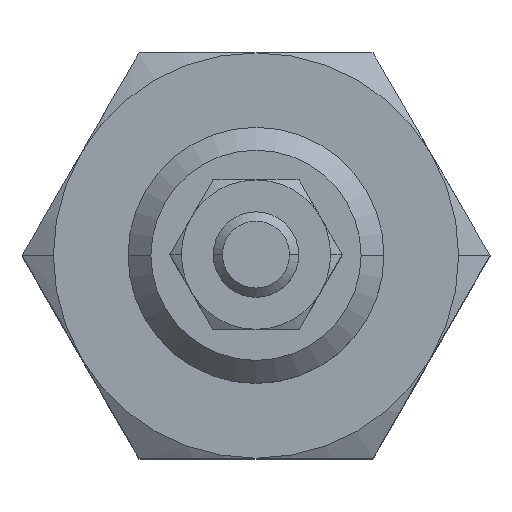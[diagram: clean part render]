
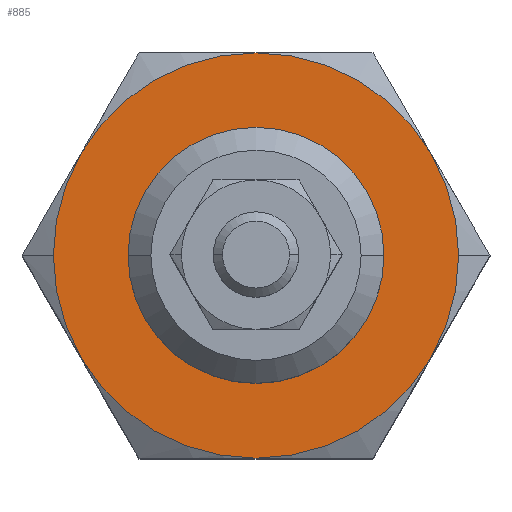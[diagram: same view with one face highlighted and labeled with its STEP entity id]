
A CAD part, top view. The second image highlights one B-rep face of the part: STEP entity #885.
In plain terms, the highlighted planar face has unit normal (0, 0, 1).
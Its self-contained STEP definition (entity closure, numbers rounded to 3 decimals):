
#831=EDGE_CURVE('',#1773,#1477,#2205,.T.);
#885=ADVANCED_FACE('',(#2267,#2268),#2269,.T.);
#937=EDGE_CURVE('',#999,#1327,#2327,.T.);
#971=VERTEX_POINT('',#2369);
#999=VERTEX_POINT('',#2401);
#1151=EDGE_CURVE('',#1327,#1529,#2570,.T.);
#1199=VERTEX_POINT('',#2623);
#1291=VERTEX_POINT('',#2725);
#1315=EDGE_CURVE('',#971,#999,#2751,.T.);
#1327=VERTEX_POINT('',#2763);
#1355=EDGE_CURVE('',#1291,#1373,#2794,.T.);
#1373=VERTEX_POINT('',#2817);
#1387=EDGE_CURVE('',#1529,#1773,#2833,.T.);
#1477=VERTEX_POINT('',#2930);
#1525=EDGE_CURVE('',#1723,#1199,#2988,.T.);
#1529=VERTEX_POINT('',#2993);
#1609=EDGE_CURVE('',#1199,#1723,#3080,.T.);
#1699=EDGE_CURVE('',#1373,#971,#3185,.T.);
#1723=VERTEX_POINT('',#3209);
#1773=VERTEX_POINT('',#3263);
#1797=EDGE_CURVE('',#1477,#1291,#3292,.T.);
#2205=CIRCLE('',#3853,9.5);
#2267=FACE_OUTER_BOUND('',#3945,.T.);
#2268=FACE_BOUND('',#3946,.T.);
#2269=PLANE('',#3947);
#2327=CIRCLE('',#4066,9.5);
#2369=CARTESIAN_POINT('',(9.5,0.,41.5));
#2401=CARTESIAN_POINT('',(8.227,-4.75,41.5));
#2570=CIRCLE('',#4482,9.5);
#2623=CARTESIAN_POINT('',(0.,6.,41.5));
#2725=CARTESIAN_POINT('',(0.,9.5,41.5));
#2751=CIRCLE('',#4849,9.5);
#2763=CARTESIAN_POINT('',(0.,-9.5,41.5));
#2794=CIRCLE('',#4932,9.5);
#2817=CARTESIAN_POINT('',(8.227,4.75,41.5));
#2833=CIRCLE('',#4987,9.5);
#2930=CARTESIAN_POINT('',(-8.227,4.75,41.5));
#2988=CIRCLE('',#5299,6.);
#2993=CARTESIAN_POINT('',(-8.227,-4.75,41.5));
#3080=CIRCLE('',#5485,6.);
#3185=CIRCLE('',#5702,9.5);
#3209=CARTESIAN_POINT('',(0.,-6.,41.5));
#3263=CARTESIAN_POINT('',(-9.5,0.,41.5));
#3292=CIRCLE('',#5891,9.5);
#3853=AXIS2_PLACEMENT_3D('',#6557,#6558,#6559);
#3945=EDGE_LOOP('',(#6647,#6648,#6649,#6650,#6651,#6652,#6653,#6654));
#3946=EDGE_LOOP('',(#6655,#6656));
#3947=AXIS2_PLACEMENT_3D('',#6657,#6658,#6659);
#4066=AXIS2_PLACEMENT_3D('',#6709,#6710,#6711);
#4482=AXIS2_PLACEMENT_3D('',#7007,#7008,#7009);
#4849=AXIS2_PLACEMENT_3D('',#7199,#7200,#7201);
#4932=AXIS2_PLACEMENT_3D('',#7241,#7242,#7243);
#4987=AXIS2_PLACEMENT_3D('',#7306,#7307,#7308);
#5299=AXIS2_PLACEMENT_3D('',#7472,#7473,#7474);
#5485=AXIS2_PLACEMENT_3D('',#7565,#7566,#7567);
#5702=AXIS2_PLACEMENT_3D('',#7712,#7713,#7714);
#5891=AXIS2_PLACEMENT_3D('',#7817,#7818,#7819);
#6557=CARTESIAN_POINT('',(0.,0.,41.5));
#6558=DIRECTION('',(-0.0,0.0,-1.0));
#6559=DIRECTION('',(-1.0,0.,0.0));
#6647=ORIENTED_EDGE('',*,*,#1387,.F.);
#6648=ORIENTED_EDGE('',*,*,#1151,.F.);
#6649=ORIENTED_EDGE('',*,*,#937,.F.);
#6650=ORIENTED_EDGE('',*,*,#1315,.F.);
#6651=ORIENTED_EDGE('',*,*,#1699,.F.);
#6652=ORIENTED_EDGE('',*,*,#1355,.F.);
#6653=ORIENTED_EDGE('',*,*,#1797,.F.);
#6654=ORIENTED_EDGE('',*,*,#831,.F.);
#6655=ORIENTED_EDGE('',*,*,#1525,.T.);
#6656=ORIENTED_EDGE('',*,*,#1609,.T.);
#6657=CARTESIAN_POINT('',(-7.213,0.,41.5));
#6658=DIRECTION('',(0.0,0.0,1.0));
#6659=DIRECTION('',(-1.0,0.,0.0));
#6709=CARTESIAN_POINT('',(0.,0.,41.5));
#6710=DIRECTION('',(-0.0,0.0,-1.0));
#6711=DIRECTION('',(-1.0,0.,0.0));
#7007=CARTESIAN_POINT('',(0.,0.,41.5));
#7008=DIRECTION('',(-0.0,0.0,-1.0));
#7009=DIRECTION('',(-1.0,0.,0.0));
#7199=CARTESIAN_POINT('',(0.,0.,41.5));
#7200=DIRECTION('',(-0.0,0.0,-1.0));
#7201=DIRECTION('',(-1.0,0.,0.0));
#7241=CARTESIAN_POINT('',(0.,0.,41.5));
#7242=DIRECTION('',(-0.0,0.0,-1.0));
#7243=DIRECTION('',(-1.0,0.,0.0));
#7306=CARTESIAN_POINT('',(0.,0.,41.5));
#7307=DIRECTION('',(-0.0,0.0,-1.0));
#7308=DIRECTION('',(-1.0,0.,0.0));
#7472=CARTESIAN_POINT('',(0.0,0.,41.5));
#7473=DIRECTION('',(0.0,0.0,-1.0));
#7474=DIRECTION('',(0.,-1.0,0.0));
#7565=CARTESIAN_POINT('',(0.0,0.,41.5));
#7566=DIRECTION('',(0.0,0.0,-1.0));
#7567=DIRECTION('',(0.,-1.0,0.0));
#7712=CARTESIAN_POINT('',(0.,0.,41.5));
#7713=DIRECTION('',(-0.0,0.0,-1.0));
#7714=DIRECTION('',(-1.0,0.,0.0));
#7817=CARTESIAN_POINT('',(0.,0.,41.5));
#7818=DIRECTION('',(-0.0,0.0,-1.0));
#7819=DIRECTION('',(-1.0,0.,0.0));
